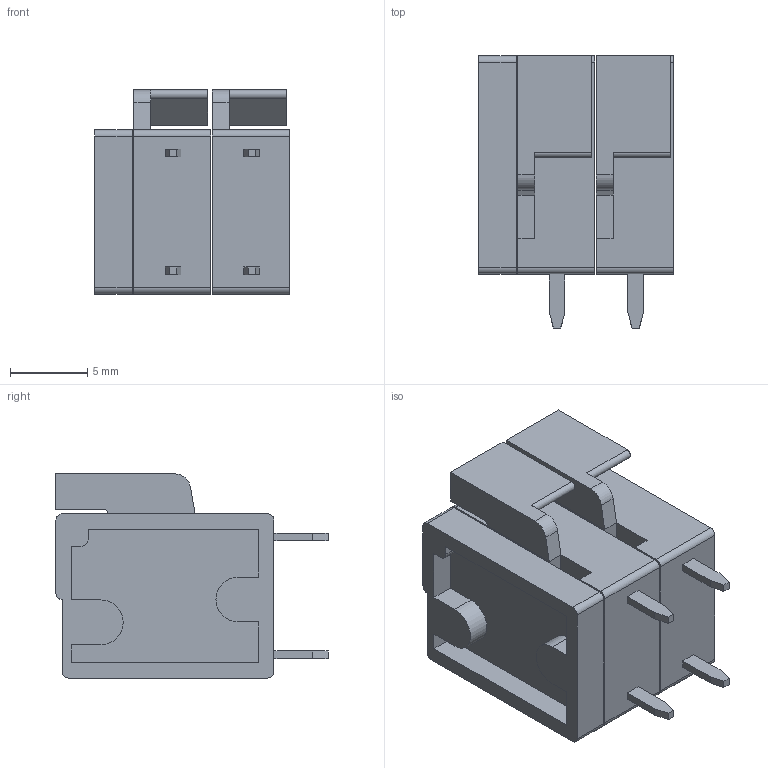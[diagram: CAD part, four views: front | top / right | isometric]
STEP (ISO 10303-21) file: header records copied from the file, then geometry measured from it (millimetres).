
FILE_DESCRIPTION (( 'STEP AP214' ), '1' );
FILE_NAME ('DG142V-2-5.08.STEP', '2019-09-10T22:36:15', ( '砐錪賧瘔蠈錪 Windows' ), ( '' ), 'SwSTEP 2.0', 'SolidWorks 2019', '' );
FILE_SCHEMA (( 'AUTOMOTIVE_DESIGN' ));
Length unit declared in the file: millimetre
Products named in the file (1): DG142V-2-5.08
Bounding box: 12.6 x 17.6 x 13.2 mm (x, y, z)
Volume: 1647.1 mm3; surface area: 2072.6 mm2
Topology: 9 solids, 9 shells, 159 faces, 401 edges, 266 vertices
Faces by surface type: plane 119, cylinder 36, cone 4
Entity records: 5241 total; most frequent: CARTESIAN_POINT 827, ORIENTED_EDGE 802, DIRECTION 797, EDGE_CURVE 401, VECTOR 325, LINE 325, VERTEX_POINT 266, AXIS2_PLACEMENT_3D 236
